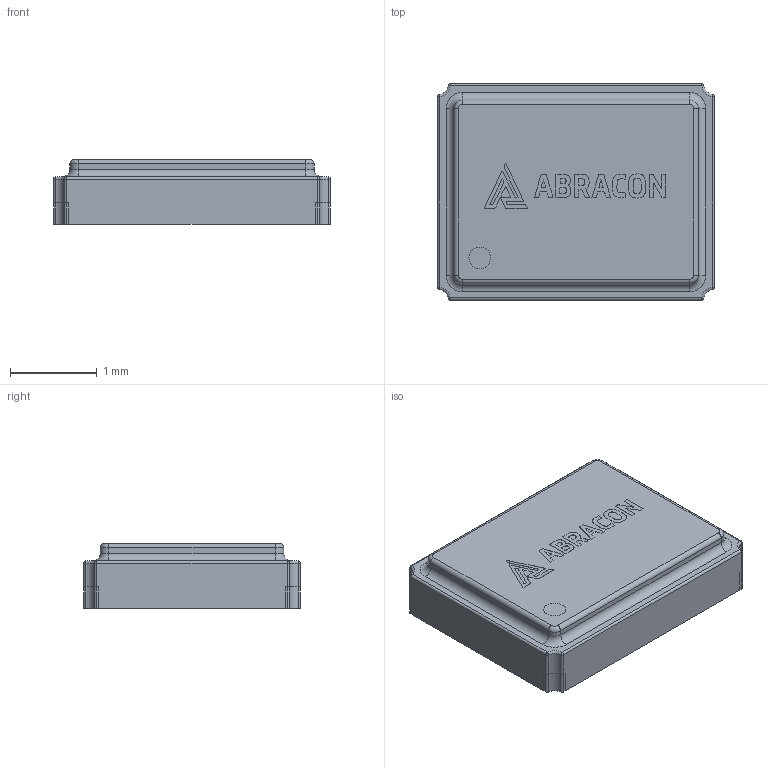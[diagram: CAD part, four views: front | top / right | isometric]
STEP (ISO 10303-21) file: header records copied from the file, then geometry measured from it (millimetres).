
FILE_DESCRIPTION (( 'STEP AP214' ), '1' );
FILE_NAME ('ABM8W-24.0000MHZ-4-D1X-T3.STEP', '2022-10-15T06:46:14', ( '' ), ( '' ), 'SwSTEP 2.0', 'SolidWorks 2022', '' );
FILE_SCHEMA (( 'AUTOMOTIVE_DESIGN' ));
Length unit declared in the file: millimetre
Products named in the file (3): ABM8W-24.0000MHZ-4-D1X-T3; Abracon New Logo
Assembly tree (2 placements, depth 2):
  ABM8W-24.0000MHZ-4-D1X-T3
    ABM8W-24.0000MHZ-4-D1X-T3
    Abracon New Logo
Bounding box: 3.2 x 2.5 x 0.75 mm (x, y, z)
Volume: 5.6 mm3; surface area: 48.1 mm2
Topology: 15 solids, 15 shells, 282 faces, 722 edges, 468 vertices
Faces by surface type: plane 119, bspline 83, cylinder 60, torus 12, sphere 8
Entity records: 9550 total; most frequent: CARTESIAN_POINT 2552, ORIENTED_EDGE 1436, DIRECTION 1104, EDGE_CURVE 718, VERTEX_POINT 468, LINE 408, VECTOR 408, AXIS2_PLACEMENT_3D 348
